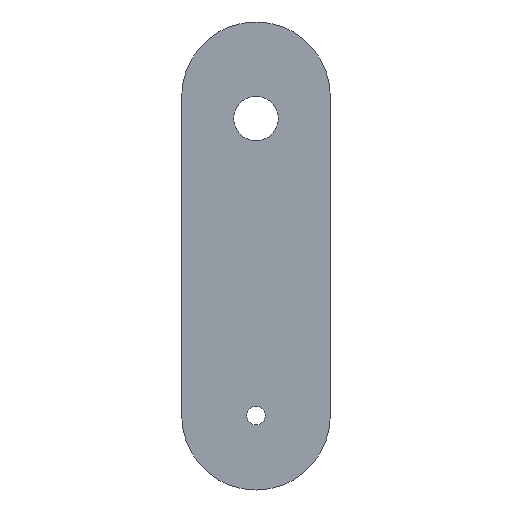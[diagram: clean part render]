
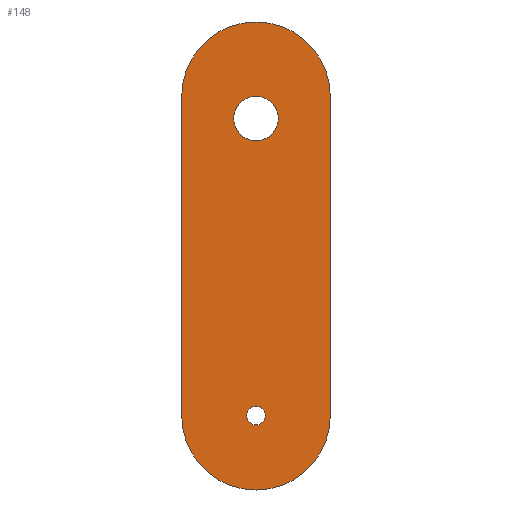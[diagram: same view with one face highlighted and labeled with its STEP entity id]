
A CAD part, front view. The second image highlights one B-rep face of the part: STEP entity #148.
In plain terms, the highlighted planar face has unit normal (0, -1, 0).
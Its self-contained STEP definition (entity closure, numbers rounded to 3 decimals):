
#17=FACE_BOUND('',#41,.T.);
#18=FACE_BOUND('',#42,.T.);
#22=PLANE('',#184);
#30=FACE_OUTER_BOUND('',#40,.T.);
#40=EDGE_LOOP('',(#131,#132,#133,#134));
#41=EDGE_LOOP('',(#135));
#42=EDGE_LOOP('',(#136));
#47=LINE('',#253,#57);
#51=LINE('',#264,#61);
#57=VECTOR('',#211,10.);
#61=VECTOR('',#223,10.);
#63=CIRCLE('',#170,6.);
#65=CIRCLE('',#173,2.5);
#67=CIRCLE('',#176,20.);
#69=CIRCLE('',#180,20.);
#71=VERTEX_POINT('',#231);
#73=VERTEX_POINT('',#237);
#75=VERTEX_POINT('',#243);
#76=VERTEX_POINT('',#244);
#79=VERTEX_POINT('',#252);
#81=VERTEX_POINT('',#258);
#83=EDGE_CURVE('',#71,#71,#63,.T.);
#86=EDGE_CURVE('',#73,#73,#65,.T.);
#89=EDGE_CURVE('',#75,#76,#67,.T.);
#93=EDGE_CURVE('',#79,#75,#47,.T.);
#96=EDGE_CURVE('',#81,#79,#69,.T.);
#99=EDGE_CURVE('',#76,#81,#51,.T.);
#131=ORIENTED_EDGE('',*,*,#99,.F.);
#132=ORIENTED_EDGE('',*,*,#89,.F.);
#133=ORIENTED_EDGE('',*,*,#93,.F.);
#134=ORIENTED_EDGE('',*,*,#96,.F.);
#135=ORIENTED_EDGE('',*,*,#83,.T.);
#136=ORIENTED_EDGE('',*,*,#86,.T.);
#148=ADVANCED_FACE('',(#30,#17,#18),#22,.T.);
#170=AXIS2_PLACEMENT_3D('',#232,#189,#190);
#173=AXIS2_PLACEMENT_3D('',#238,#196,#197);
#176=AXIS2_PLACEMENT_3D('',#245,#203,#204);
#180=AXIS2_PLACEMENT_3D('',#259,#216,#217);
#184=AXIS2_PLACEMENT_3D('',#267,#227,#228);
#189=DIRECTION('center_axis',(0.,1.,0.));
#190=DIRECTION('ref_axis',(1.,0.,0.));
#196=DIRECTION('center_axis',(0.,1.,0.));
#197=DIRECTION('ref_axis',(1.,0.,0.));
#203=DIRECTION('center_axis',(0.,1.,0.));
#204=DIRECTION('ref_axis',(1.,0.,0.));
#211=DIRECTION('',(0.,0.,-1.));
#216=DIRECTION('center_axis',(0.,1.,0.));
#217=DIRECTION('ref_axis',(-1.,0.,0.));
#223=DIRECTION('',(0.,0.,1.));
#227=DIRECTION('center_axis',(0.,-1.,0.));
#228=DIRECTION('ref_axis',(0.,0.,-1.));
#231=CARTESIAN_POINT('',(-6.,0.,80.));
#232=CARTESIAN_POINT('Origin',(0.,0.,80.));
#237=CARTESIAN_POINT('',(-2.5,0.,0.));
#238=CARTESIAN_POINT('Origin',(0.,0.,0.));
#243=CARTESIAN_POINT('',(20.,0.,0.));
#244=CARTESIAN_POINT('',(-20.,0.,0.));
#245=CARTESIAN_POINT('Origin',(0.,0.,0.));
#252=CARTESIAN_POINT('',(20.,0.,86.));
#253=CARTESIAN_POINT('',(20.,0.,86.));
#258=CARTESIAN_POINT('',(-20.,0.,86.));
#259=CARTESIAN_POINT('Origin',(0.,0.,86.));
#264=CARTESIAN_POINT('',(-20.,0.,0.));
#267=CARTESIAN_POINT('Origin',(0.,0.,43.));
